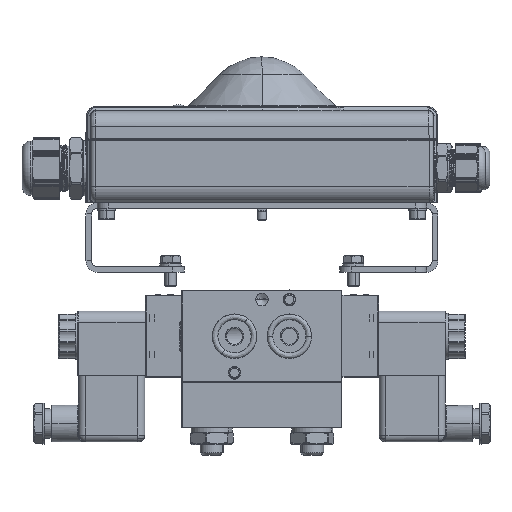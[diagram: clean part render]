
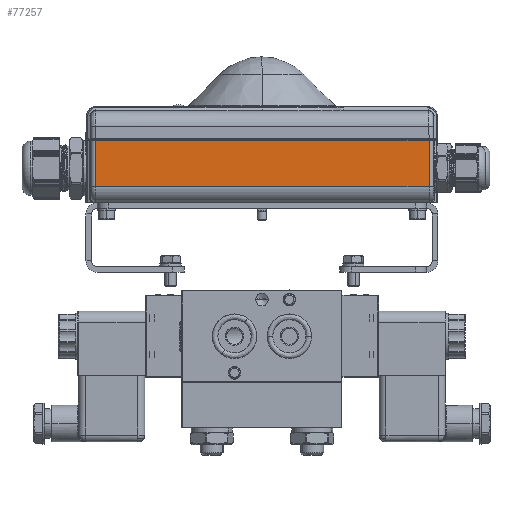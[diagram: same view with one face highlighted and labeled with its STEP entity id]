
A CAD part, left-side view. The second image highlights one B-rep face of the part: STEP entity #77257.
In plain terms, the highlighted planar face has unit normal (-1, -0.002, 0).
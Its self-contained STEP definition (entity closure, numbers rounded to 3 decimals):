
#77218=CARTESIAN_POINT('',(-46.701,-75.092,108.));
#77219=DIRECTION('',(-1.,-0.002,-0.));
#77220=DIRECTION('',(0.002,-1.,0.));
#77221=AXIS2_PLACEMENT_3D('',#77218,#77219,#77220);
#77222=PLANE('',#77221);
#77223=CARTESIAN_POINT('',(-46.705,-73.092,115.));
#77224=VERTEX_POINT('',#77223);
#77225=CARTESIAN_POINT('',(-46.705,-73.092,135.3));
#77226=VERTEX_POINT('',#77225);
#77227=CARTESIAN_POINT('',(-46.705,-73.092,115.));
#77228=DIRECTION('',(-0.,-0.,1.));
#77229=VECTOR('',#77228,20.3);
#77230=LINE('',#77227,#77229);
#77231=EDGE_CURVE('NONE',#77224,#77226,#77230,.T.);
#77232=ORIENTED_EDGE('',*,*,#77231,.T.);
#77233=CARTESIAN_POINT('',(-46.992,72.907,135.3));
#77234=VERTEX_POINT('',#77233);
#77235=CARTESIAN_POINT('',(-46.705,-73.092,135.3));
#77236=DIRECTION('',(-0.002,1.,-0.));
#77237=VECTOR('',#77236,146.);
#77238=LINE('',#77235,#77237);
#77239=EDGE_CURVE('',#77226,#77234,#77238,.T.);
#77240=ORIENTED_EDGE('',*,*,#77239,.T.);
#77241=CARTESIAN_POINT('',(-46.992,72.907,115.));
#77242=VERTEX_POINT('',#77241);
#77243=CARTESIAN_POINT('',(-46.992,72.907,135.3));
#77244=DIRECTION('',(0.,0.,-1.));
#77245=VECTOR('',#77244,20.3);
#77246=LINE('',#77243,#77245);
#77247=EDGE_CURVE('',#77234,#77242,#77246,.T.);
#77248=ORIENTED_EDGE('',*,*,#77247,.T.);
#77249=CARTESIAN_POINT('',(-46.992,72.907,115.));
#77250=DIRECTION('',(0.002,-1.,0.));
#77251=VECTOR('',#77250,146.);
#77252=LINE('',#77249,#77251);
#77253=EDGE_CURVE('NONE',#77242,#77224,#77252,.T.);
#77254=ORIENTED_EDGE('',*,*,#77253,.T.);
#77255=EDGE_LOOP('',(#77232,#77240,#77248,#77254));
#77256=FACE_BOUND('',#77255,.T.);
#77257=ADVANCED_FACE('NONE',(#77256),#77222,.T.);
